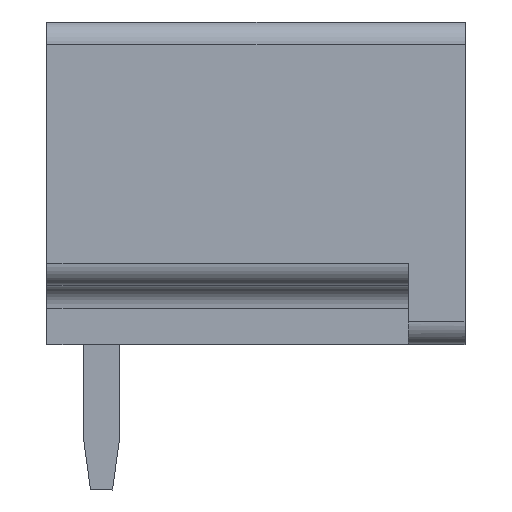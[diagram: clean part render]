
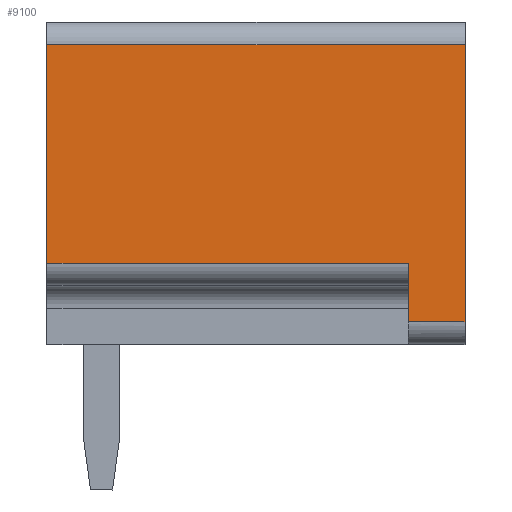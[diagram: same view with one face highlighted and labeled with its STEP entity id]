
A CAD part, left-side view. The second image highlights one B-rep face of the part: STEP entity #9100.
In plain terms, the highlighted planar face has unit normal (-1, 0, 0).
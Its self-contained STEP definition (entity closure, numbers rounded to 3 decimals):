
#9064=AXIS2_PLACEMENT_3D('Plane Axis2P3D',#9061,#9062,#9063) ;
#70=CARTESIAN_POINT('Vertex',(0.,0.,9.8)) ;
#73=CARTESIAN_POINT('Line Origine',(0.,0.,6.75)) ;
#77=CARTESIAN_POINT('Vertex',(0.,0.,3.7)) ;
#9046=CARTESIAN_POINT('Vertex',(0.,9.2,9.8)) ;
#9049=CARTESIAN_POINT('Line Origine',(0.,4.6,9.8)) ;
#9061=CARTESIAN_POINT('Axis2P3D Location',(0.,0.,9.8)) ;
#9066=CARTESIAN_POINT('Line Origine',(0.,5.225,4.99)) ;
#9070=CARTESIAN_POINT('Vertex',(0.,9.2,4.99)) ;
#9072=CARTESIAN_POINT('Vertex',(0.,1.25,4.99)) ;
#9075=CARTESIAN_POINT('Line Origine',(0.,1.25,4.345)) ;
#9079=CARTESIAN_POINT('Vertex',(0.,1.25,3.7)) ;
#9082=CARTESIAN_POINT('Line Origine',(0.,0.625,3.7)) ;
#9087=CARTESIAN_POINT('Line Origine',(0.,9.2,7.395)) ;
#74=DIRECTION('Vector Direction',(0.,0.,-1.)) ;
#9050=DIRECTION('Vector Direction',(0.,-1.,0.)) ;
#9062=DIRECTION('Axis2P3D Direction',(1.,-0.,0.)) ;
#9063=DIRECTION('Axis2P3D XDirection',(0.,0.,-1.)) ;
#9067=DIRECTION('Vector Direction',(0.,-1.,0.)) ;
#9076=DIRECTION('Vector Direction',(0.,0.,-1.)) ;
#9083=DIRECTION('Vector Direction',(0.,1.,0.)) ;
#9088=DIRECTION('Vector Direction',(0.,0.,-1.)) ;
#75=VECTOR('Line Direction',#74,1.) ;
#9051=VECTOR('Line Direction',#9050,1.) ;
#9068=VECTOR('Line Direction',#9067,1.) ;
#9077=VECTOR('Line Direction',#9076,1.) ;
#9084=VECTOR('Line Direction',#9083,1.) ;
#9089=VECTOR('Line Direction',#9088,1.) ;
#9093=ORIENTED_EDGE('',*,*,#9074,.T.) ;
#9094=ORIENTED_EDGE('',*,*,#9081,.T.) ;
#9095=ORIENTED_EDGE('',*,*,#9086,.F.) ;
#9096=ORIENTED_EDGE('',*,*,#79,.F.) ;
#9097=ORIENTED_EDGE('',*,*,#9053,.T.) ;
#9098=ORIENTED_EDGE('',*,*,#9091,.T.) ;
#9100=ADVANCED_FACE('HOUSING',(#9099),#9065,.F.) ;
#79=EDGE_CURVE('',#71,#78,#76,.T.) ;
#9053=EDGE_CURVE('',#71,#9047,#9052,.F.) ;
#9074=EDGE_CURVE('',#9071,#9073,#9069,.T.) ;
#9081=EDGE_CURVE('',#9073,#9080,#9078,.T.) ;
#9086=EDGE_CURVE('',#78,#9080,#9085,.T.) ;
#9091=EDGE_CURVE('',#9047,#9071,#9090,.T.) ;
#9092=EDGE_LOOP('',(#9093,#9094,#9095,#9096,#9097,#9098)) ;
#9099=FACE_OUTER_BOUND('',#9092,.T.) ;
#76=LINE('Line',#73,#75) ;
#9052=LINE('Line',#9049,#9051) ;
#9069=LINE('Line',#9066,#9068) ;
#9078=LINE('Line',#9075,#9077) ;
#9085=LINE('Line',#9082,#9084) ;
#9090=LINE('Line',#9087,#9089) ;
#9065=PLANE('',#9064) ;
#71=VERTEX_POINT('',#70) ;
#78=VERTEX_POINT('',#77) ;
#9047=VERTEX_POINT('',#9046) ;
#9071=VERTEX_POINT('',#9070) ;
#9073=VERTEX_POINT('',#9072) ;
#9080=VERTEX_POINT('',#9079) ;
